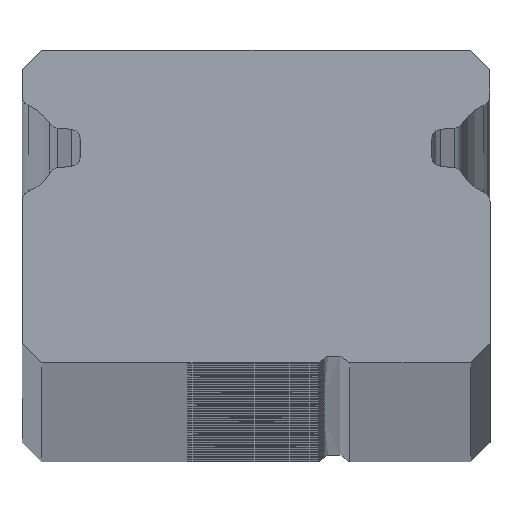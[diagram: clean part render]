
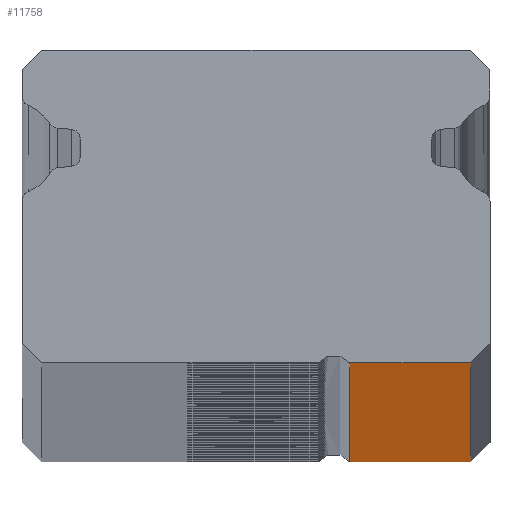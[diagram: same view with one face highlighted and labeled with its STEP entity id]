
A CAD part, top view. The second image highlights one B-rep face of the part: STEP entity #11758.
In plain terms, the highlighted planar face has unit normal (0, -1, 0).
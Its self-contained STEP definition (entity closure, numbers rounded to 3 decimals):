
#1077 = ORIENTED_EDGE ( 'NONE', *, *, #8995, .T. ) ;
#1509 = CARTESIAN_POINT ( 'NONE',  ( 5.484, -5.5, 725. ) ) ;
#1947 = DIRECTION ( 'NONE',  ( 1., 0., 0. ) ) ;
#2021 = EDGE_CURVE ( 'NONE', #2466, #3491, #3116, .T. ) ;
#2258 = AXIS2_PLACEMENT_3D ( 'NONE', #9004, #11422, #4042 ) ;
#2466 = VERTEX_POINT ( 'NONE', #11078 ) ;
#3099 = VERTEX_POINT ( 'NONE', #8890 ) ;
#3116 = LINE ( 'NONE', #9402, #3570 ) ;
#3491 = VERTEX_POINT ( 'NONE', #5792 ) ;
#3511 = ORIENTED_EDGE ( 'NONE', *, *, #7538, .F. ) ;
#3570 = VECTOR ( 'NONE', #1947, 1000. ) ;
#4042 = DIRECTION ( 'NONE',  ( 0., 0., 1. ) ) ;
#4429 = EDGE_LOOP ( 'NONE', ( #1077, #3511, #7299, #11734 ) ) ;
#4903 = FACE_OUTER_BOUND ( 'NONE', #4429, .T. ) ;
#5792 = CARTESIAN_POINT ( 'NONE',  ( 5.484, -5.5, 725. ) ) ;
#6396 = DIRECTION ( 'NONE',  ( 0., 0., -1. ) ) ;
#6673 = CARTESIAN_POINT ( 'NONE',  ( 2.393, -5.5, 725. ) ) ;
#6718 = LINE ( 'NONE', #7558, #8189 ) ;
#6763 = EDGE_CURVE ( 'NONE', #2466, #3099, #11703, .T. ) ;
#7299 = ORIENTED_EDGE ( 'NONE', *, *, #2021, .F. ) ;
#7366 = VECTOR ( 'NONE', #6396, 1000. ) ;
#7538 = EDGE_CURVE ( 'NONE', #3491, #8346, #10965, .T. ) ;
#7558 = CARTESIAN_POINT ( 'NONE',  ( 2.393, -5.5, -725. ) ) ;
#7988 = DIRECTION ( 'NONE',  ( 0., 0., -1. ) ) ;
#8154 = CARTESIAN_POINT ( 'NONE',  ( 5.484, -5.5, -725. ) ) ;
#8189 = VECTOR ( 'NONE', #9419, 1000. ) ;
#8346 = VERTEX_POINT ( 'NONE', #8154 ) ;
#8890 = CARTESIAN_POINT ( 'NONE',  ( 2.393, -5.5, -725. ) ) ;
#8995 = EDGE_CURVE ( 'NONE', #3099, #8346, #6718, .T. ) ;
#9004 = CARTESIAN_POINT ( 'NONE',  ( 2.393, -5.5, 725. ) ) ;
#9402 = CARTESIAN_POINT ( 'NONE',  ( 2.393, -5.5, 725. ) ) ;
#9419 = DIRECTION ( 'NONE',  ( 1., 0., 0. ) ) ;
#9596 = PLANE ( 'NONE',  #2258 ) ;
#10965 = LINE ( 'NONE', #1509, #11540 ) ;
#11078 = CARTESIAN_POINT ( 'NONE',  ( 2.393, -5.5, 725. ) ) ;
#11422 = DIRECTION ( 'NONE',  ( 0., 1., 0. ) ) ;
#11540 = VECTOR ( 'NONE', #7988, 1000. ) ;
#11703 = LINE ( 'NONE', #6673, #7366 ) ;
#11734 = ORIENTED_EDGE ( 'NONE', *, *, #6763, .T. ) ;
#11758 = ADVANCED_FACE ( 'NONE', ( #4903 ), #9596, .F. ) ;
